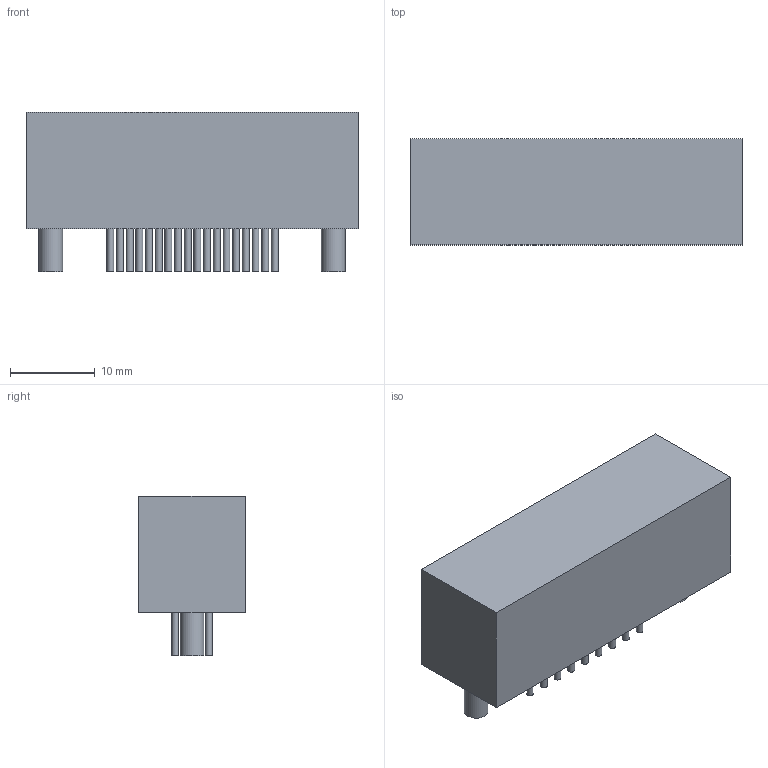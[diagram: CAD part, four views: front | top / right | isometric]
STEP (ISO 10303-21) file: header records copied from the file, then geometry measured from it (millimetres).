
FILE_DESCRIPTION(('FreeCAD Model'),'2;1');
FILE_NAME('733791.1.2.stp','2020-04-09T08:10:03',( 'Author'),(''),'Open CASCADE STEP processor 6.9','FreeCAD','Unknown' );
FILE_SCHEMA(('AUTOMOTIVE_DESIGN { 1 0 10303 214 1 1 1 1 }'));
Length unit declared in the file: millimetre
Products named in the file (3): ASSEMBLY; Body; Leads
Assembly tree (29 placements, depth 2):
  ASSEMBLY
    Body
    Leads  x28
Bounding box: 39.1 x 12.5 x 18.8 mm (x, y, z)
Surface area: 15656.4 mm2
Topology: 785 solids, 785 shells, 2358 faces, 2364 edges, 1576 vertices
Faces by surface type: plane 1574, cylinder 784
Full cylindrical faces by diameter (mm): 0.8 x728, 2.8 x56
Entity records: 3415 total; most frequent: DIRECTION 584, CARTESIAN_POINT 472, ORIENTED_EDGE 192, PCURVE 192, DEFINITIONAL_REPRESENTATION 192, AXIS2_PLACEMENT_3D 176, LINE 176, VECTOR 176
